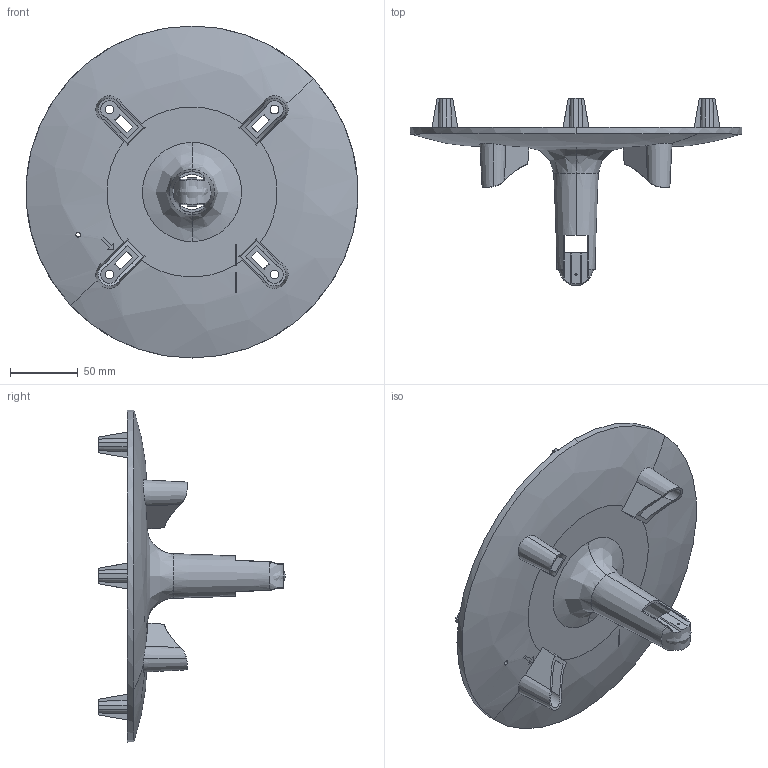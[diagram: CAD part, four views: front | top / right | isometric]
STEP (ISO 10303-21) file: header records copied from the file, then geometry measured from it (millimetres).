
FILE_DESCRIPTION (( 'STEP AP203' ), '1' );
FILE_NAME ('C113BA.STEP', '2020-07-15T12:09:18', ( 'USER' ), ( '' ), 'SwSTEP 2.0', 'SolidWorks 2012', '' );
FILE_SCHEMA (( 'CONFIG_CONTROL_DESIGN' ));
Length unit declared in the file: millimetre
Products named in the file (1): C113BA
Bounding box: 244.39 x 137.6 x 244.39 mm (x, y, z)
Volume: 187004.2 mm3; surface area: 140159.3 mm2
Topology: 1 solids, 1 shells, 277 faces, 778 edges, 508 vertices
Faces by surface type: plane 149, bspline 54, cylinder 40, cone 34
Entity records: 15198 total; most frequent: CARTESIAN_POINT 8936, ORIENTED_EDGE 1504, DIRECTION 951, EDGE_CURVE 752, VERTEX_POINT 500, B_SPLINE_CURVE_WITH_KNOTS 368, AXIS2_PLACEMENT_3D 350, EDGE_LOOP 314
